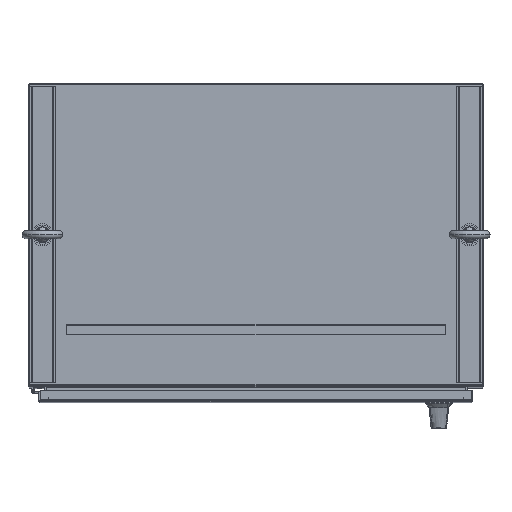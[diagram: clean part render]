
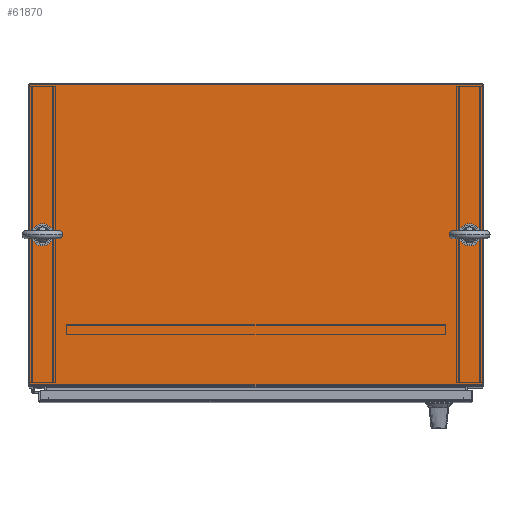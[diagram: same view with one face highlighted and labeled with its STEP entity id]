
A CAD part, top view. The second image highlights one B-rep face of the part: STEP entity #61870.
In plain terms, the highlighted planar face has unit normal (0, 0, 1).
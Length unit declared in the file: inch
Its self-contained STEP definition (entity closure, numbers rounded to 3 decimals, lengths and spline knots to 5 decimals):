
#1721 = ORIENTED_EDGE ( 'NONE', *, *, #4900, .T. ) ;
#2523 = VERTEX_POINT ( 'NONE', #31028 ) ;
#3714 = CARTESIAN_POINT ( 'NONE',  ( -36.80539, 6., 72.06 ) ) ;
#4480 = DIRECTION ( 'NONE',  ( 1., 0., 0. ) ) ;
#4503 = AXIS2_PLACEMENT_3D ( 'NONE', #14715, #40724, #50403 ) ;
#4900 = EDGE_CURVE ( 'NONE', #43807, #2523, #35301, .T. ) ;
#5563 = CIRCLE ( 'NONE', #4503, 0.375 ) ;
#6759 = DIRECTION ( 'NONE',  ( 1., 0., 0. ) ) ;
#9901 = CARTESIAN_POINT ( 'NONE',  ( -36.80539, -18., 72.06 ) ) ;
#10006 = ORIENTED_EDGE ( 'NONE', *, *, #30645, .T. ) ;
#10562 = FACE_BOUND ( 'NONE', #60213, .T. ) ;
#10568 = CARTESIAN_POINT ( 'NONE',  ( -36.80539, -17.857, 72.06 ) ) ;
#10945 = ORIENTED_EDGE ( 'NONE', *, *, #24797, .T. ) ;
#12883 = EDGE_CURVE ( 'NONE', #30729, #28863, #17791, .T. ) ;
#13130 = CARTESIAN_POINT ( 'NONE',  ( -1.93539, -5.968, 72.06 ) ) ;
#14346 = VERTEX_POINT ( 'NONE', #42095 ) ;
#14486 = EDGE_CURVE ( 'NONE', #28863, #14346, #39708, .T. ) ;
#14715 = CARTESIAN_POINT ( 'NONE',  ( -1.93539, -5.968, 72.06 ) ) ;
#15555 = DIRECTION ( 'NONE',  ( 1., 0., 0. ) ) ;
#17141 = VECTOR ( 'NONE', #58379, 39.37008 ) ;
#17791 = LINE ( 'NONE', #59123, #39322 ) ;
#20130 = CARTESIAN_POINT ( 'NONE',  ( -36.80539, -17.857, 72.06 ) ) ;
#21376 = CARTESIAN_POINT ( 'NONE',  ( -35.80539, -5.968, 72.06 ) ) ;
#22958 = ORIENTED_EDGE ( 'NONE', *, *, #44681, .T. ) ;
#23125 = DIRECTION ( 'NONE',  ( 0., 0., -1. ) ) ;
#24797 = EDGE_CURVE ( 'NONE', #51897, #31300, #5563, .T. ) ;
#24861 = EDGE_LOOP ( 'NONE', ( #65725, #40289, #54801, #36669 ) ) ;
#24881 = FACE_OUTER_BOUND ( 'NONE', #24861, .T. ) ;
#26186 = CARTESIAN_POINT ( 'NONE',  ( -2.31039, -5.968, 72.06 ) ) ;
#26865 = CARTESIAN_POINT ( 'NONE',  ( -0.93539, 6., 72.06 ) ) ;
#28863 = VERTEX_POINT ( 'NONE', #26865 ) ;
#30645 = EDGE_CURVE ( 'NONE', #31300, #51897, #45038, .T. ) ;
#30729 = VERTEX_POINT ( 'NONE', #53148 ) ;
#30796 = VECTOR ( 'NONE', #55386, 39.37008 ) ;
#30938 = AXIS2_PLACEMENT_3D ( 'NONE', #52421, #41428, #6759 ) ;
#31028 = CARTESIAN_POINT ( 'NONE',  ( -36.18039, -5.968, 72.06 ) ) ;
#31300 = VERTEX_POINT ( 'NONE', #61428 ) ;
#31691 = DIRECTION ( 'NONE',  ( 0., 0., -1. ) ) ;
#35301 = CIRCLE ( 'NONE', #37440, 0.375 ) ;
#35902 = VECTOR ( 'NONE', #4480, 39.37008 ) ;
#36669 = ORIENTED_EDGE ( 'NONE', *, *, #59597, .T. ) ;
#37440 = AXIS2_PLACEMENT_3D ( 'NONE', #21376, #31691, #41723 ) ;
#38051 = CARTESIAN_POINT ( 'NONE',  ( -36.80539, -18., 72.06 ) ) ;
#39322 = VECTOR ( 'NONE', #49143, 39.37008 ) ;
#39703 = AXIS2_PLACEMENT_3D ( 'NONE', #13130, #23125, #58466 ) ;
#39708 = LINE ( 'NONE', #3714, #30796 ) ;
#40273 = CARTESIAN_POINT ( 'NONE',  ( -35.43039, -5.968, 72.06 ) ) ;
#40289 = ORIENTED_EDGE ( 'NONE', *, *, #14486, .T. ) ;
#40724 = DIRECTION ( 'NONE',  ( 0., 0., -1. ) ) ;
#41428 = DIRECTION ( 'NONE',  ( 0., 0., -1. ) ) ;
#41723 = DIRECTION ( 'NONE',  ( 1., 0., 0. ) ) ;
#42095 = CARTESIAN_POINT ( 'NONE',  ( -36.80539, 6., 72.06 ) ) ;
#43048 = LINE ( 'NONE', #38051, #17141 ) ;
#43807 = VERTEX_POINT ( 'NONE', #40273 ) ;
#44681 = EDGE_CURVE ( 'NONE', #2523, #43807, #49049, .T. ) ;
#44907 = DIRECTION ( 'NONE',  ( 0., 0., 1. ) ) ;
#45038 = CIRCLE ( 'NONE', #39703, 0.375 ) ;
#45518 = EDGE_CURVE ( 'NONE', #14346, #57734, #43048, .T. ) ;
#49049 = CIRCLE ( 'NONE', #30938, 0.375 ) ;
#49143 = DIRECTION ( 'NONE',  ( 0., 1., 0. ) ) ;
#50172 = LINE ( 'NONE', #20130, #35902 ) ;
#50403 = DIRECTION ( 'NONE',  ( 1., 0., 0. ) ) ;
#51897 = VERTEX_POINT ( 'NONE', #26186 ) ;
#52421 = CARTESIAN_POINT ( 'NONE',  ( -35.80539, -5.968, 72.06 ) ) ;
#53148 = CARTESIAN_POINT ( 'NONE',  ( -0.93539, -17.857, 72.06 ) ) ;
#54801 = ORIENTED_EDGE ( 'NONE', *, *, #45518, .T. ) ;
#55386 = DIRECTION ( 'NONE',  ( -1., 0., 0. ) ) ;
#55624 = EDGE_LOOP ( 'NONE', ( #1721, #22958 ) ) ;
#55903 = FACE_BOUND ( 'NONE', #55624, .T. ) ;
#57734 = VERTEX_POINT ( 'NONE', #10568 ) ;
#58379 = DIRECTION ( 'NONE',  ( 0., -1., 0. ) ) ;
#58466 = DIRECTION ( 'NONE',  ( 1., 0., 0. ) ) ;
#59123 = CARTESIAN_POINT ( 'NONE',  ( -0.93539, -18., 72.06 ) ) ;
#59597 = EDGE_CURVE ( 'NONE', #57734, #30729, #50172, .T. ) ;
#60213 = EDGE_LOOP ( 'NONE', ( #10006, #10945 ) ) ;
#60593 = AXIS2_PLACEMENT_3D ( 'NONE', #9901, #44907, #15555 ) ;
#61428 = CARTESIAN_POINT ( 'NONE',  ( -1.56039, -5.968, 72.06 ) ) ;
#61870 = ADVANCED_FACE ( 'NONE', ( #24881, #10562, #55903 ), #65565, .T. ) ;
#65565 = PLANE ( 'NONE',  #60593 ) ;
#65725 = ORIENTED_EDGE ( 'NONE', *, *, #12883, .T. ) ;
